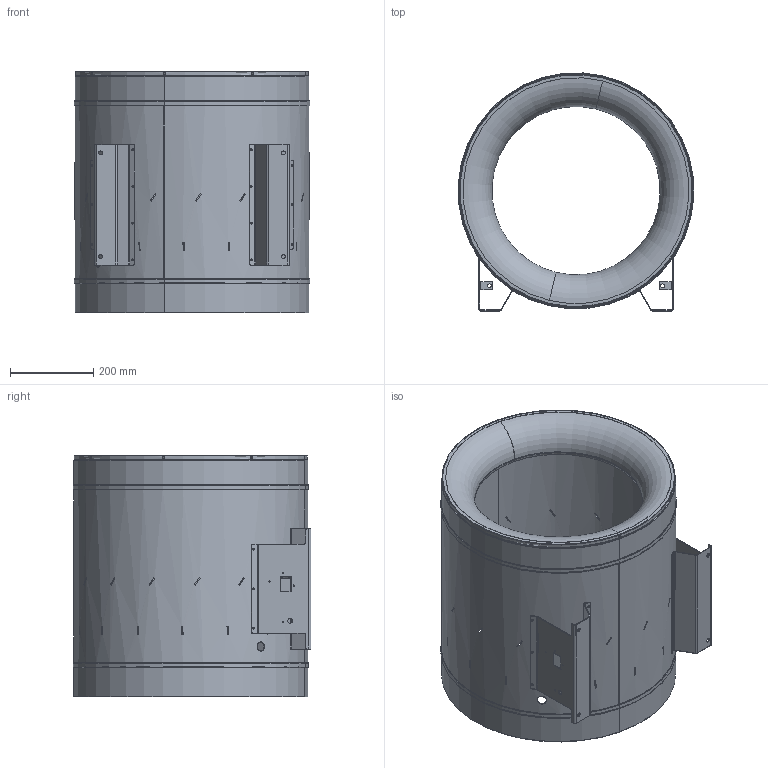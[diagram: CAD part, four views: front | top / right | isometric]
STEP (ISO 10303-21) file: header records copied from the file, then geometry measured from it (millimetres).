
FILE_DESCRIPTION (( 'STEP AP203' ), '1' );
FILE_NAME ('164087_00_EL560D4O01_step.step', '2022-07-05T07:53:53', ( '' ), ( '' ), 'SwSTEP 2.0', 'SolidWorks 2021', '' );
FILE_SCHEMA (( 'CONFIG_CONTROL_DESIGN' ));
Length unit declared in the file: millimetre
Products named in the file (1): 164087_00_EL560D4O01_step
Bounding box: 566.85 x 572.42 x 581.5 mm (x, y, z)
Surface area: 2666853.6 mm2 (no closed solid volume)
Topology: 0 solids, 11 shells, 354 faces, 1198 edges, 798 vertices
Faces by surface type: cylinder 132, bspline 120, plane 78, torus 24
Entity records: 18262 total; most frequent: CARTESIAN_POINT 8949, ORIENTED_EDGE 2003, DIRECTION 1405, EDGE_CURVE 1198, VERTEX_POINT 798, B_SPLINE_CURVE_WITH_KNOTS 569, AXIS2_PLACEMENT_3D 541, EDGE_LOOP 524
